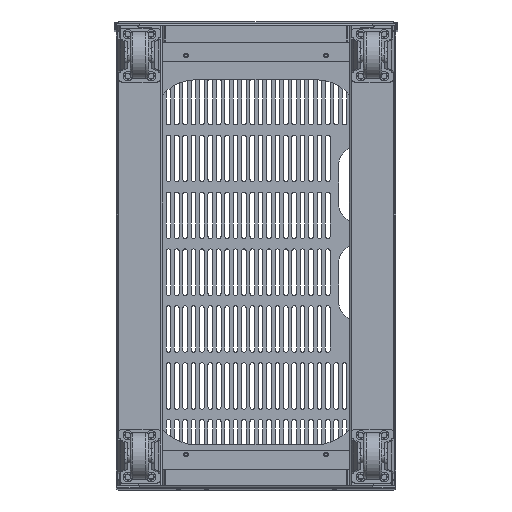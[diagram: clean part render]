
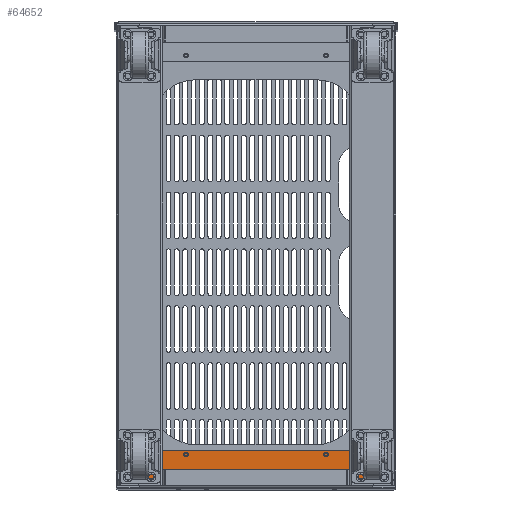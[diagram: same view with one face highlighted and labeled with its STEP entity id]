
A CAD part, top view. The second image highlights one B-rep face of the part: STEP entity #64652.
In plain terms, the highlighted planar face has unit normal (0, 0, 1).
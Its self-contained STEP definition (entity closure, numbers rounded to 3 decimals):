
#63734=DIRECTION('',(-1.,0.,0.));
#63735=VECTOR('',#63734,250.);
#63736=CARTESIAN_POINT('',(125.,2.5,379.));
#63737=LINE('',#63736,#63735);
#63742=DIRECTION('',(0.,1.,0.));
#63743=VECTOR('',#63742,37.5);
#63744=CARTESIAN_POINT('',(-125.,2.5,379.));
#63745=LINE('',#63744,#63743);
#63746=DIRECTION('',(1.,0.,0.));
#63747=VECTOR('',#63746,250.);
#63748=CARTESIAN_POINT('',(-125.,40.,379.));
#63749=LINE('',#63748,#63747);
#63750=DIRECTION('',(0.,-1.,0.));
#63751=VECTOR('',#63750,37.5);
#63752=CARTESIAN_POINT('',(125.,40.,379.));
#63753=LINE('',#63752,#63751);
#63754=CARTESIAN_POINT('',(110.,23.,379.));
#63755=DIRECTION('',(0.,0.,1.));
#63756=DIRECTION('',(-1.,0.,0.));
#63757=AXIS2_PLACEMENT_3D('',#63754,#63755,#63756);
#63759=CARTESIAN_POINT('',(110.,27.,379.));
#63760=DIRECTION('',(0.,0.,1.));
#63761=DIRECTION('',(1.,0.,0.));
#63762=AXIS2_PLACEMENT_3D('',#63759,#63760,#63761);
#63764=CARTESIAN_POINT('',(-110.,23.,379.));
#63765=DIRECTION('',(0.,0.,1.));
#63766=DIRECTION('',(-1.,0.,0.));
#63767=AXIS2_PLACEMENT_3D('',#63764,#63765,#63766);
#63769=CARTESIAN_POINT('',(-110.,27.,379.));
#63770=DIRECTION('',(0.,0.,1.));
#63771=DIRECTION('',(1.,0.,0.));
#63772=AXIS2_PLACEMENT_3D('',#63769,#63770,#63771);
#63778=DIRECTION('',(0.,1.,0.));
#63779=VECTOR('',#63778,2.);
#63780=CARTESIAN_POINT('',(103.5,23.,379.));
#63781=LINE('',#63780,#63779);
#63794=DIRECTION('',(0.,-1.,0.));
#63795=VECTOR('',#63794,2.);
#63796=CARTESIAN_POINT('',(116.5,25.,379.));
#63797=LINE('',#63796,#63795);
#63802=DIRECTION('',(0.,-1.,0.));
#63803=VECTOR('',#63802,2.);
#63804=CARTESIAN_POINT('',(116.5,27.,379.));
#63805=LINE('',#63804,#63803);
#63826=DIRECTION('',(0.,1.,0.));
#63827=VECTOR('',#63826,2.);
#63828=CARTESIAN_POINT('',(103.5,25.,379.));
#63829=LINE('',#63828,#63827);
#63834=DIRECTION('',(0.,1.,0.));
#63835=VECTOR('',#63834,2.);
#63836=CARTESIAN_POINT('',(-116.5,23.,379.));
#63837=LINE('',#63836,#63835);
#63850=DIRECTION('',(0.,-1.,0.));
#63851=VECTOR('',#63850,2.);
#63852=CARTESIAN_POINT('',(-103.5,25.,379.));
#63853=LINE('',#63852,#63851);
#63858=DIRECTION('',(0.,-1.,0.));
#63859=VECTOR('',#63858,2.);
#63860=CARTESIAN_POINT('',(-103.5,27.,379.));
#63861=LINE('',#63860,#63859);
#63882=DIRECTION('',(0.,1.,0.));
#63883=VECTOR('',#63882,2.);
#63884=CARTESIAN_POINT('',(-116.5,25.,379.));
#63885=LINE('',#63884,#63883);
#64108=CARTESIAN_POINT('',(-125.,40.,379.));
#64109=VERTEX_POINT('',#64108);
#64110=CARTESIAN_POINT('',(-125.,2.5,379.));
#64111=VERTEX_POINT('',#64110);
#64112=CARTESIAN_POINT('',(125.,40.,379.));
#64113=VERTEX_POINT('',#64112);
#64114=CARTESIAN_POINT('',(125.,2.5,379.));
#64115=VERTEX_POINT('',#64114);
#64124=CARTESIAN_POINT('',(103.5,23.,379.));
#64125=CARTESIAN_POINT('',(103.5,25.,379.));
#64126=VERTEX_POINT('',#64124);
#64127=VERTEX_POINT('',#64125);
#64128=CARTESIAN_POINT('',(103.5,27.,379.));
#64129=VERTEX_POINT('',#64128);
#64130=CARTESIAN_POINT('',(116.5,27.,379.));
#64131=VERTEX_POINT('',#64130);
#64132=CARTESIAN_POINT('',(116.5,25.,379.));
#64133=VERTEX_POINT('',#64132);
#64134=CARTESIAN_POINT('',(116.5,23.,379.));
#64135=VERTEX_POINT('',#64134);
#64136=CARTESIAN_POINT('',(-116.5,23.,379.));
#64137=CARTESIAN_POINT('',(-116.5,25.,379.));
#64138=VERTEX_POINT('',#64136);
#64139=VERTEX_POINT('',#64137);
#64140=CARTESIAN_POINT('',(-116.5,27.,379.));
#64141=VERTEX_POINT('',#64140);
#64142=CARTESIAN_POINT('',(-103.5,27.,379.));
#64143=VERTEX_POINT('',#64142);
#64144=CARTESIAN_POINT('',(-103.5,25.,379.));
#64145=VERTEX_POINT('',#64144);
#64146=CARTESIAN_POINT('',(-103.5,23.,379.));
#64147=VERTEX_POINT('',#64146);
#64613=CARTESIAN_POINT('',(0.,21.25,379.));
#64614=DIRECTION('',(0.,0.,1.));
#64615=DIRECTION('',(0.,1.,0.));
#64616=AXIS2_PLACEMENT_3D('',#64613,#64614,#64615);
#64617=PLANE('',#64616);
#64618=ORIENTED_EDGE('',*,*,#64445,.T.);
#64619=ORIENTED_EDGE('',*,*,#64459,.T.);
#64620=ORIENTED_EDGE('',*,*,#64473,.T.);
#64621=ORIENTED_EDGE('',*,*,#64605,.T.);
#64622=EDGE_LOOP('',(#64618,#64619,#64620,#64621));
#64623=FACE_OUTER_BOUND('',#64622,.F.);
#64625=ORIENTED_EDGE('',*,*,#64624,.F.);
#64627=ORIENTED_EDGE('',*,*,#64626,.T.);
#64629=ORIENTED_EDGE('',*,*,#64628,.F.);
#64631=ORIENTED_EDGE('',*,*,#64630,.F.);
#64633=ORIENTED_EDGE('',*,*,#64632,.T.);
#64635=ORIENTED_EDGE('',*,*,#64634,.F.);
#64636=EDGE_LOOP('',(#64625,#64627,#64629,#64631,#64633,#64635));
#64637=FACE_BOUND('',#64636,.F.);
#64639=ORIENTED_EDGE('',*,*,#64638,.F.);
#64641=ORIENTED_EDGE('',*,*,#64640,.T.);
#64643=ORIENTED_EDGE('',*,*,#64642,.F.);
#64645=ORIENTED_EDGE('',*,*,#64644,.F.);
#64647=ORIENTED_EDGE('',*,*,#64646,.T.);
#64649=ORIENTED_EDGE('',*,*,#64648,.F.);
#64650=EDGE_LOOP('',(#64639,#64641,#64643,#64645,#64647,#64649));
#64651=FACE_BOUND('',#64650,.F.);
#63758=CIRCLE('',#63757,6.5);
#63763=CIRCLE('',#63762,6.5);
#63768=CIRCLE('',#63767,6.5);
#63773=CIRCLE('',#63772,6.5);
#64445=EDGE_CURVE('',#64111,#64109,#63745,.T.);
#64459=EDGE_CURVE('',#64109,#64113,#63749,.T.);
#64473=EDGE_CURVE('',#64113,#64115,#63753,.T.);
#64605=EDGE_CURVE('',#64115,#64111,#63737,.T.);
#64624=EDGE_CURVE('',#64126,#64127,#63781,.T.);
#64626=EDGE_CURVE('',#64126,#64135,#63758,.T.);
#64628=EDGE_CURVE('',#64133,#64135,#63797,.T.);
#64630=EDGE_CURVE('',#64131,#64133,#63805,.T.);
#64632=EDGE_CURVE('',#64131,#64129,#63763,.T.);
#64634=EDGE_CURVE('',#64127,#64129,#63829,.T.);
#64638=EDGE_CURVE('',#64138,#64139,#63837,.T.);
#64640=EDGE_CURVE('',#64138,#64147,#63768,.T.);
#64642=EDGE_CURVE('',#64145,#64147,#63853,.T.);
#64644=EDGE_CURVE('',#64143,#64145,#63861,.T.);
#64646=EDGE_CURVE('',#64143,#64141,#63773,.T.);
#64648=EDGE_CURVE('',#64139,#64141,#63885,.T.);
#64652=ADVANCED_FACE('',(#64623,#64637,#64651),#64617,.T.);
